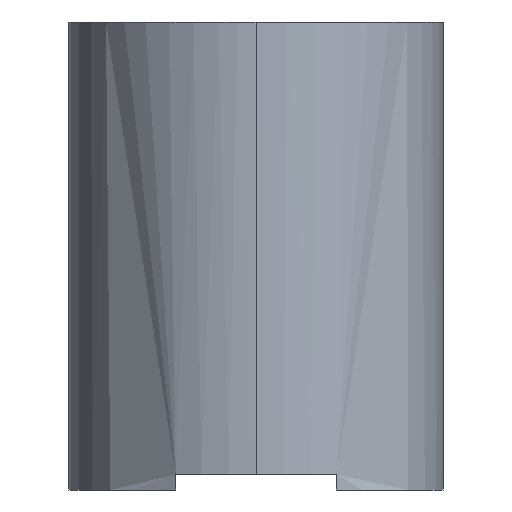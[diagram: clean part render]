
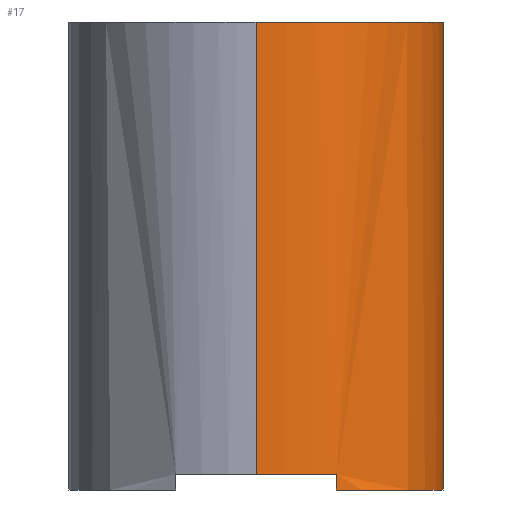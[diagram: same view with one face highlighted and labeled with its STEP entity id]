
A CAD part, left-side view. The second image highlights one B-rep face of the part: STEP entity #17.
In plain terms, the highlighted free-form (B-spline) face has degree [2, 1] with [3, 2] control points.
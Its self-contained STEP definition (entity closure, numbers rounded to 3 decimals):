
#17 = ADVANCED_FACE('',(#18),#65,.T.);
#18 = FACE_BOUND('',#19,.T.);
#19 = EDGE_LOOP('',(#20,#30,#37,#45,#52,#60));
#20 = ORIENTED_EDGE('',*,*,#21,.F.);
#21 = EDGE_CURVE('',#22,#24,#26,.T.);
#22 = VERTEX_POINT('',#23);
#23 = CARTESIAN_POINT('',(-15.619,0.,39.047));
#24 = VERTEX_POINT('',#25);
#25 = CARTESIAN_POINT('',(0.,-15.619,
    39.047));
#26 = ( BOUNDED_CURVE() B_SPLINE_CURVE(2,(#27,#28,#29),.UNSPECIFIED.,.F.
,.F.) B_SPLINE_CURVE_WITH_KNOTS((3,3),(3.142,4.712),
.PIECEWISE_BEZIER_KNOTS.) CURVE() GEOMETRIC_REPRESENTATION_ITEM() 
RATIONAL_B_SPLINE_CURVE((1.,0.707,1.)) REPRESENTATION_ITEM('') 
  );
#27 = CARTESIAN_POINT('',(-15.619,0.,
    39.047));
#28 = CARTESIAN_POINT('',(-15.619,-15.619,
    39.047));
#29 = CARTESIAN_POINT('',(0.,-15.619,
    39.047));
#30 = ORIENTED_EDGE('',*,*,#31,.T.);
#31 = EDGE_CURVE('',#22,#32,#34,.T.);
#32 = VERTEX_POINT('',#33);
#33 = CARTESIAN_POINT('',(-15.619,0.,1.302));
#34 = B_SPLINE_CURVE_WITH_KNOTS('',1,(#35,#36),.UNSPECIFIED.,.F.,.F.,(2,
    2),(-0.,29.),.PIECEWISE_BEZIER_KNOTS.);
#35 = CARTESIAN_POINT('',(-15.619,0.,39.047));
#36 = CARTESIAN_POINT('',(-15.619,0.,1.302));
#37 = ORIENTED_EDGE('',*,*,#38,.F.);
#38 = EDGE_CURVE('',#39,#32,#41,.T.);
#39 = VERTEX_POINT('',#40);
#40 = CARTESIAN_POINT('',(-14.111,-6.695,1.302
    ));
#41 = ( BOUNDED_CURVE() B_SPLINE_CURVE(2,(#42,#43,#44),.UNSPECIFIED.,.F.
,.F.) B_SPLINE_CURVE_WITH_KNOTS((3,3),(5.84,6.283),
.PIECEWISE_BEZIER_KNOTS.) CURVE() GEOMETRIC_REPRESENTATION_ITEM() 
RATIONAL_B_SPLINE_CURVE((1.,0.976,1.)) REPRESENTATION_ITEM('') 
  );
#42 = CARTESIAN_POINT('',(-14.111,-6.695,1.302
    ));
#43 = CARTESIAN_POINT('',(-15.619,-3.517,1.302
    ));
#44 = CARTESIAN_POINT('',(-15.619,0.,
    1.302));
#45 = ORIENTED_EDGE('',*,*,#46,.T.);
#46 = EDGE_CURVE('',#39,#47,#49,.T.);
#47 = VERTEX_POINT('',#48);
#48 = CARTESIAN_POINT('',(-14.111,-6.695,0.));
#49 = B_SPLINE_CURVE_WITH_KNOTS('',1,(#50,#51),.UNSPECIFIED.,.F.,.F.,(2,
    2),(29.,30.),.PIECEWISE_BEZIER_KNOTS.);
#50 = CARTESIAN_POINT('',(-14.111,-6.695,1.302
    ));
#51 = CARTESIAN_POINT('',(-14.111,-6.695,0.));
#52 = ORIENTED_EDGE('',*,*,#53,.T.);
#53 = EDGE_CURVE('',#47,#54,#56,.T.);
#54 = VERTEX_POINT('',#55);
#55 = CARTESIAN_POINT('',(0.,-15.619,0.));
#56 = ( BOUNDED_CURVE() B_SPLINE_CURVE(2,(#57,#58,#59),.UNSPECIFIED.,.F.
,.F.) B_SPLINE_CURVE_WITH_KNOTS((3,3),(3.585,4.712),
.PIECEWISE_BEZIER_KNOTS.) CURVE() GEOMETRIC_REPRESENTATION_ITEM() 
RATIONAL_B_SPLINE_CURVE((1.,0.845,1.)) REPRESENTATION_ITEM('') 
  );
#57 = CARTESIAN_POINT('',(-14.111,-6.695,0.));
#58 = CARTESIAN_POINT('',(-9.877,-15.619,0.));
#59 = CARTESIAN_POINT('',(0.,-15.619,0.));
#60 = ORIENTED_EDGE('',*,*,#61,.F.);
#61 = EDGE_CURVE('',#24,#54,#62,.T.);
#62 = B_SPLINE_CURVE_WITH_KNOTS('',1,(#63,#64),.UNSPECIFIED.,.F.,.F.,(2,
    2),(-0.,30.),.PIECEWISE_BEZIER_KNOTS.);
#63 = CARTESIAN_POINT('',(0.,-15.619,
    39.047));
#64 = CARTESIAN_POINT('',(0.,-15.619,0.));
#65 = ( BOUNDED_SURFACE() B_SPLINE_SURFACE(2,1,(
    (#66,#67)
    ,(#68,#69)
,(#70,#71
  )),.UNSPECIFIED.,.F.,.F.,.F.) B_SPLINE_SURFACE_WITH_KNOTS((3,3),(2,2),
  (4.712,6.283),(0.,30.),.PIECEWISE_BEZIER_KNOTS.) 
GEOMETRIC_REPRESENTATION_ITEM() RATIONAL_B_SPLINE_SURFACE((
    (1.,1.)
    ,(0.707,0.707)
,(1.,1.))) REPRESENTATION_ITEM('') SURFACE() );
#66 = CARTESIAN_POINT('',(0.,-15.619,
    39.047));
#67 = CARTESIAN_POINT('',(0.,-15.619,0.));
#68 = CARTESIAN_POINT('',(-15.619,-15.619,
    39.047));
#69 = CARTESIAN_POINT('',(-15.619,-15.619,0.));
#70 = CARTESIAN_POINT('',(-15.619,0.,
    39.047));
#71 = CARTESIAN_POINT('',(-15.619,0.,0.));
